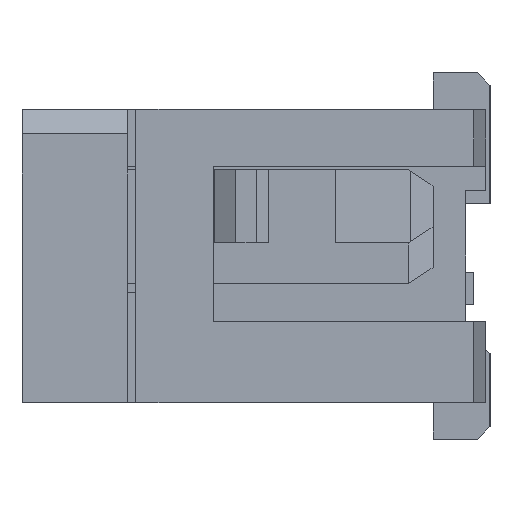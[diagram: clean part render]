
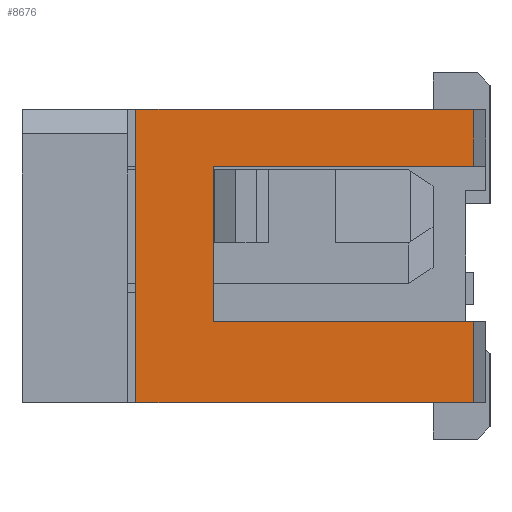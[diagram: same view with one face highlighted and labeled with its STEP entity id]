
A CAD part, left-side view. The second image highlights one B-rep face of the part: STEP entity #8676.
In plain terms, the highlighted planar face has unit normal (-1, 0, 0).
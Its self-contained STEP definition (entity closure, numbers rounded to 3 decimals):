
#1=DIRECTION('',(0.,0.,-1.));
#2=VECTOR('',#1,3.6);
#3=CARTESIAN_POINT('',(-10.425,4.3,1.8));
#4=LINE('',#3,#2);
#5=DIRECTION('',(0.,-1.,0.));
#6=VECTOR('',#5,4.15);
#7=CARTESIAN_POINT('',(-10.425,4.3,1.8));
#8=LINE('',#7,#6);
#9=DIRECTION('',(0.,0.,-1.));
#10=VECTOR('',#9,0.7);
#11=CARTESIAN_POINT('',(-10.425,0.15,1.8));
#12=LINE('',#11,#10);
#13=DIRECTION('',(0.,1.,0.));
#14=VECTOR('',#13,3.2);
#15=CARTESIAN_POINT('',(-10.425,0.15,1.1));
#16=LINE('',#15,#14);
#17=DIRECTION('',(0.,0.,-1.));
#18=VECTOR('',#17,1.9);
#19=CARTESIAN_POINT('',(-10.425,3.35,1.1));
#20=LINE('',#19,#18);
#21=DIRECTION('',(0.,0.,-1.));
#22=VECTOR('',#21,1.);
#23=CARTESIAN_POINT('',(-10.425,0.15,-0.8));
#24=LINE('',#23,#22);
#25=DIRECTION('',(0.,1.,0.));
#26=VECTOR('',#25,4.15);
#27=CARTESIAN_POINT('',(-10.425,0.15,-1.8));
#28=LINE('',#27,#26);
#3779=DIRECTION('',(0.,1.,0.));
#3780=VECTOR('',#3779,3.2);
#3781=CARTESIAN_POINT('',(-10.425,0.15,-0.8));
#3782=LINE('',#3781,#3780);
#6529=CARTESIAN_POINT('',(-10.425,4.3,1.8));
#6530=CARTESIAN_POINT('',(-10.425,4.3,-1.8));
#6531=VERTEX_POINT('',#6529);
#6532=VERTEX_POINT('',#6530);
#6541=CARTESIAN_POINT('',(-10.425,0.15,1.8));
#6542=VERTEX_POINT('',#6541);
#6549=CARTESIAN_POINT('',(-10.425,0.15,-1.8));
#6550=VERTEX_POINT('',#6549);
#6619=CARTESIAN_POINT('',(-10.425,0.15,1.1));
#6620=VERTEX_POINT('',#6619);
#6621=CARTESIAN_POINT('',(-10.425,0.15,-0.8));
#6622=VERTEX_POINT('',#6621);
#6739=CARTESIAN_POINT('',(-10.425,3.35,1.1));
#6740=CARTESIAN_POINT('',(-10.425,3.35,-0.8));
#6741=VERTEX_POINT('',#6739);
#6742=VERTEX_POINT('',#6740);
#8653=CARTESIAN_POINT('',(-10.425,0.,0.));
#8654=DIRECTION('',(1.,0.,0.));
#8655=DIRECTION('',(0.,-1.,0.));
#8656=AXIS2_PLACEMENT_3D('',#8653,#8654,#8655);
#8657=PLANE('',#8656);
#8659=ORIENTED_EDGE('',*,*,#8658,.F.);
#8661=ORIENTED_EDGE('',*,*,#8660,.T.);
#8663=ORIENTED_EDGE('',*,*,#8662,.T.);
#8665=ORIENTED_EDGE('',*,*,#8664,.T.);
#8667=ORIENTED_EDGE('',*,*,#8666,.T.);
#8669=ORIENTED_EDGE('',*,*,#8668,.F.);
#8671=ORIENTED_EDGE('',*,*,#8670,.T.);
#8673=ORIENTED_EDGE('',*,*,#8672,.T.);
#8674=EDGE_LOOP('',(#8659,#8661,#8663,#8665,#8667,#8669,#8671,#8673));
#8675=FACE_OUTER_BOUND('',#8674,.F.);
#8676=ADVANCED_FACE('',(#8675),#8657,.F.);
#8658=EDGE_CURVE('',#6531,#6532,#4,.T.);
#8660=EDGE_CURVE('',#6531,#6542,#8,.T.);
#8662=EDGE_CURVE('',#6542,#6620,#12,.T.);
#8664=EDGE_CURVE('',#6620,#6741,#16,.T.);
#8666=EDGE_CURVE('',#6741,#6742,#20,.T.);
#8668=EDGE_CURVE('',#6622,#6742,#3782,.T.);
#8670=EDGE_CURVE('',#6622,#6550,#24,.T.);
#8672=EDGE_CURVE('',#6550,#6532,#28,.T.);
